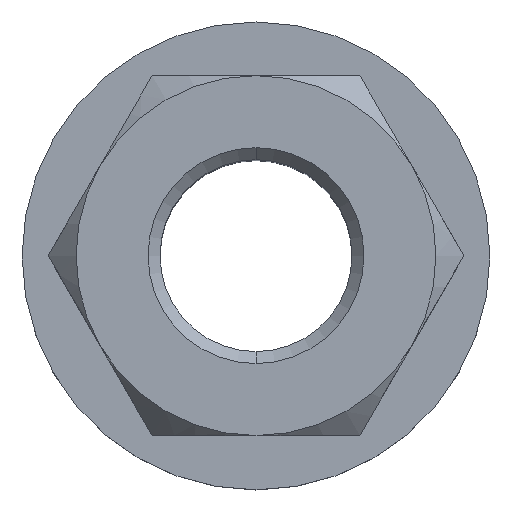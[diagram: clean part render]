
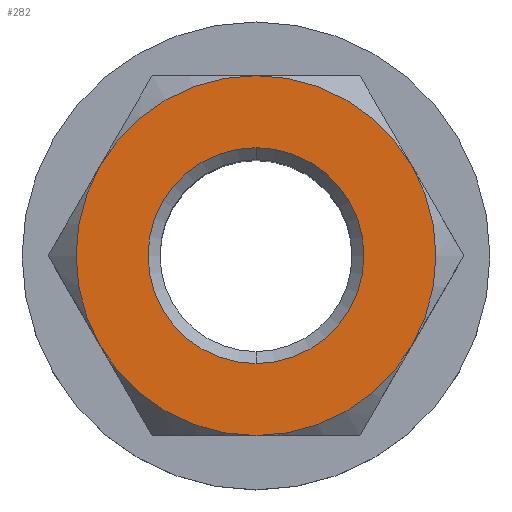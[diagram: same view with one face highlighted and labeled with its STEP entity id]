
A CAD part, top view. The second image highlights one B-rep face of the part: STEP entity #282.
In plain terms, the highlighted planar face has unit normal (0, 0, 1).
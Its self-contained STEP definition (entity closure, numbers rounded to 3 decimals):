
#244=EDGE_CURVE('',#480,#400,#609,.T.);
#282=ADVANCED_FACE('',(#649,#650),#651,.T.);
#286=EDGE_CURVE('',#312,#366,#655,.T.);
#312=VERTEX_POINT('',#684);
#346=EDGE_CURVE('',#400,#312,#721,.T.);
#364=VERTEX_POINT('',#740);
#366=VERTEX_POINT('',#742);
#376=EDGE_CURVE('',#524,#364,#753,.T.);
#400=VERTEX_POINT('',#778);
#450=EDGE_CURVE('',#490,#480,#840,.T.);
#480=VERTEX_POINT('',#873);
#484=EDGE_CURVE('',#364,#524,#877,.T.);
#490=VERTEX_POINT('',#883);
#492=EDGE_CURVE('',#532,#490,#885,.T.);
#524=VERTEX_POINT('',#923);
#528=EDGE_CURVE('',#366,#532,#927,.T.);
#532=VERTEX_POINT('',#931);
#609=CIRCLE('',#1017,15.0);
#649=FACE_BOUND('',#1090,.T.);
#650=FACE_OUTER_BOUND('',#1091,.T.);
#651=PLANE('',#1092);
#655=CIRCLE('',#1097,15.0);
#684=CARTESIAN_POINT('',(12.99,-7.5,22.0));
#721=CIRCLE('',#1187,15.0);
#740=CARTESIAN_POINT('',(0.,9.0,22.0));
#742=CARTESIAN_POINT('',(12.99,7.5,22.0));
#753=CIRCLE('',#1258,9.0);
#778=CARTESIAN_POINT('',(0.,-15.0,22.0));
#840=CIRCLE('',#1380,15.0);
#873=CARTESIAN_POINT('',(-12.99,-7.5,22.0));
#877=CIRCLE('',#1446,9.0);
#883=CARTESIAN_POINT('',(-12.99,7.5,22.0));
#885=CIRCLE('',#1456,15.0);
#923=CARTESIAN_POINT('',(0.,-9.0,22.0));
#927=CIRCLE('',#1535,15.0);
#931=CARTESIAN_POINT('',(0.,15.0,22.0));
#1017=AXIS2_PLACEMENT_3D('',#1630,#1631,#1632);
#1090=EDGE_LOOP('',(#1669,#1670));
#1091=EDGE_LOOP('',(#1671,#1672,#1673,#1674,#1675,#1676));
#1092=AXIS2_PLACEMENT_3D('',#1677,#1678,#1679);
#1097=AXIS2_PLACEMENT_3D('',#1680,#1681,#1682);
#1187=AXIS2_PLACEMENT_3D('',#1756,#1757,#1758);
#1258=AXIS2_PLACEMENT_3D('',#1785,#1786,#1787);
#1380=AXIS2_PLACEMENT_3D('',#1899,#1900,#1901);
#1446=AXIS2_PLACEMENT_3D('',#1947,#1948,#1949);
#1456=AXIS2_PLACEMENT_3D('',#1953,#1954,#1955);
#1535=AXIS2_PLACEMENT_3D('',#2010,#2011,#2012);
#1630=CARTESIAN_POINT('',(0.,0.,22.0));
#1631=DIRECTION('',(0.0,0.0,1.0));
#1632=DIRECTION('',(0.,-1.0,0.0));
#1669=ORIENTED_EDGE('',*,*,#484,.T.);
#1670=ORIENTED_EDGE('',*,*,#376,.T.);
#1671=ORIENTED_EDGE('',*,*,#346,.T.);
#1672=ORIENTED_EDGE('',*,*,#286,.T.);
#1673=ORIENTED_EDGE('',*,*,#528,.T.);
#1674=ORIENTED_EDGE('',*,*,#492,.T.);
#1675=ORIENTED_EDGE('',*,*,#450,.T.);
#1676=ORIENTED_EDGE('',*,*,#244,.T.);
#1677=CARTESIAN_POINT('',(0.,0.,22.0));
#1678=DIRECTION('',(0.0,0.0,1.0));
#1679=DIRECTION('',(0.,-1.0,0.0));
#1680=CARTESIAN_POINT('',(0.,0.,22.0));
#1681=DIRECTION('',(0.0,0.0,1.0));
#1682=DIRECTION('',(0.,-1.0,0.0));
#1756=CARTESIAN_POINT('',(0.,0.,22.0));
#1757=DIRECTION('',(0.0,0.0,1.0));
#1758=DIRECTION('',(0.,-1.0,0.0));
#1785=CARTESIAN_POINT('',(0.,0.,22.0));
#1786=DIRECTION('',(0.0,0.0,-1.0));
#1787=DIRECTION('',(0.,1.0,0.0));
#1899=CARTESIAN_POINT('',(0.,0.,22.0));
#1900=DIRECTION('',(0.0,0.0,1.0));
#1901=DIRECTION('',(0.,-1.0,0.0));
#1947=CARTESIAN_POINT('',(0.,0.,22.0));
#1948=DIRECTION('',(0.0,0.0,-1.0));
#1949=DIRECTION('',(0.,1.0,0.0));
#1953=CARTESIAN_POINT('',(0.,0.,22.0));
#1954=DIRECTION('',(0.0,0.0,1.0));
#1955=DIRECTION('',(0.,-1.0,0.0));
#2010=CARTESIAN_POINT('',(0.,0.,22.0));
#2011=DIRECTION('',(0.0,0.0,1.0));
#2012=DIRECTION('',(0.,-1.0,0.0));
